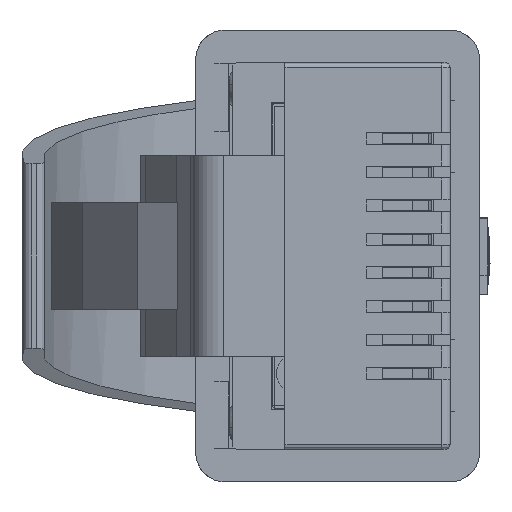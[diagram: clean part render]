
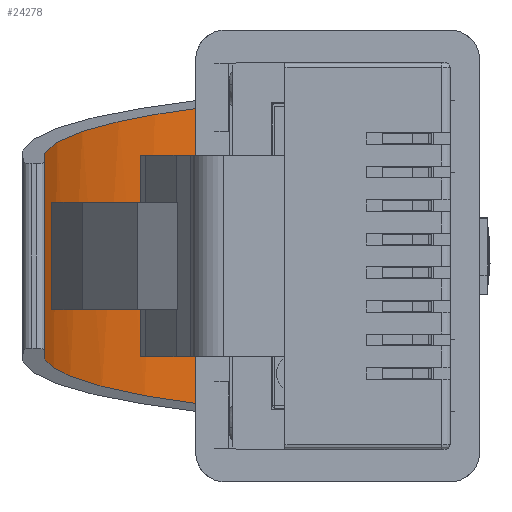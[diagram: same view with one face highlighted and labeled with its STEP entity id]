
A CAD part, left-side view. The second image highlights one B-rep face of the part: STEP entity #24278.
In plain terms, the highlighted cylindrical face has radius 12.7 mm (diameter 25.4 mm), a partial arc.
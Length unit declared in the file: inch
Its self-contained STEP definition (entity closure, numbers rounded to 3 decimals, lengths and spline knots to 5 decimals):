
#1472 = ORIENTED_EDGE ( 'NONE', *, *, #26201, .F. ) ;
#2500 = FACE_OUTER_BOUND ( 'NONE', #22156, .T. ) ;
#2690 = VERTEX_POINT ( 'NONE', #9933 ) ;
#4480 = CARTESIAN_POINT ( 'NONE',  ( 0.185, 0.169, 0.06 ) ) ;
#5310 = EDGE_CURVE ( 'NONE', #2690, #11558, #11020, .T. ) ;
#5416 = EDGE_CURVE ( 'NONE', #24352, #2690, #21742, .T. ) ;
#5668 = DIRECTION ( 'NONE',  ( 0., 0., 1. ) ) ;
#5781 = VECTOR ( 'NONE', #8453, 39.37008 ) ;
#6794 = CARTESIAN_POINT ( 'NONE',  ( 0.17563, 0.169, 0.06 ) ) ;
#7222 = VECTOR ( 'NONE', #17728, 39.37008 ) ;
#7610 = CARTESIAN_POINT ( 'NONE',  ( -0.16223, 0.27309, 0.14571 ) ) ;
#7783 = CARTESIAN_POINT ( 'NONE',  ( -0.14362, 0.3363, 0.26482 ) ) ;
#8453 = DIRECTION ( 'NONE',  ( -1., 0., 0. ) ) ;
#9933 = CARTESIAN_POINT ( 'NONE',  ( 0.17563, 0.169, 0.06 ) ) ;
#10349 = VERTEX_POINT ( 'NONE', #21751 ) ;
#11020 = LINE ( 'NONE', #4480, #5781 ) ;
#11254 =( BOUNDED_CURVE ( )  B_SPLINE_CURVE ( 3, ( #18843, #7610, #7783, #27806 ),
 .UNSPECIFIED., .F., .F. ) 
 B_SPLINE_CURVE_WITH_KNOTS ( ( 4, 4 ),
 ( 0.68888, 1.47683 ),
 .UNSPECIFIED. ) 
 CURVE ( )  GEOMETRIC_REPRESENTATION_ITEM ( )  RATIONAL_B_SPLINE_CURVE ( ( 1., 0.949, 0.949, 1. ) ) 
 REPRESENTATION_ITEM ( '' )  );
#11558 = VERTEX_POINT ( 'NONE', #11601 ) ;
#11601 = CARTESIAN_POINT ( 'NONE',  ( -0.17563, 0.169, 0.06 ) ) ;
#13128 = CARTESIAN_POINT ( 'NONE',  ( 0.12265, 0.34896, 0.39906 ) ) ;
#13781 = EDGE_CURVE ( 'NONE', #24352, #10349, #20746, .T. ) ;
#14532 = ORIENTED_EDGE ( 'NONE', *, *, #5310, .F. ) ;
#15782 = AXIS2_PLACEMENT_3D ( 'NONE', #16809, #27903, #5668 ) ;
#16809 = CARTESIAN_POINT ( 'NONE',  ( 0.185, -0.14884, 0.44598 ) ) ;
#17728 = DIRECTION ( 'NONE',  ( -1., 0., 0. ) ) ;
#18843 = CARTESIAN_POINT ( 'NONE',  ( -0.17563, 0.169, 0.06 ) ) ;
#20239 = CARTESIAN_POINT ( 'NONE',  ( 0.185, 0.34896, 0.39906 ) ) ;
#20266 = CARTESIAN_POINT ( 'NONE',  ( 0.12265, 0.34896, 0.39906 ) ) ;
#20746 = LINE ( 'NONE', #20239, #7222 ) ;
#21742 =( BOUNDED_CURVE ( )  B_SPLINE_CURVE ( 3, ( #20266, #26906, #28729, #6794 ),
 .UNSPECIFIED., .F., .F. ) 
 B_SPLINE_CURVE_WITH_KNOTS ( ( 4, 4 ),
 ( 1.66477, 2.45271 ),
 .UNSPECIFIED. ) 
 CURVE ( )  GEOMETRIC_REPRESENTATION_ITEM ( )  RATIONAL_B_SPLINE_CURVE ( ( 1., 0.949, 0.949, 1. ) ) 
 REPRESENTATION_ITEM ( '' )  );
#21751 = CARTESIAN_POINT ( 'NONE',  ( -0.12265, 0.34896, 0.39906 ) ) ;
#22156 = EDGE_LOOP ( 'NONE', ( #1472, #14532, #26126, #22718 ) ) ;
#22718 = ORIENTED_EDGE ( 'NONE', *, *, #13781, .T. ) ;
#23705 = CYLINDRICAL_SURFACE ( 'NONE', #15782, 0.5 ) ;
#24278 = ADVANCED_FACE ( 'NONE', ( #2500 ), #23705, .F. ) ;
#24352 = VERTEX_POINT ( 'NONE', #13128 ) ;
#26126 = ORIENTED_EDGE ( 'NONE', *, *, #5416, .F. ) ;
#26201 = EDGE_CURVE ( 'NONE', #11558, #10349, #11254, .T. ) ;
#26906 = CARTESIAN_POINT ( 'NONE',  ( 0.14362, 0.3363, 0.26482 ) ) ;
#27806 = CARTESIAN_POINT ( 'NONE',  ( -0.12265, 0.34896, 0.39906 ) ) ;
#27903 = DIRECTION ( 'NONE',  ( -1., 0., 0. ) ) ;
#28729 = CARTESIAN_POINT ( 'NONE',  ( 0.16223, 0.27309, 0.14571 ) ) ;
